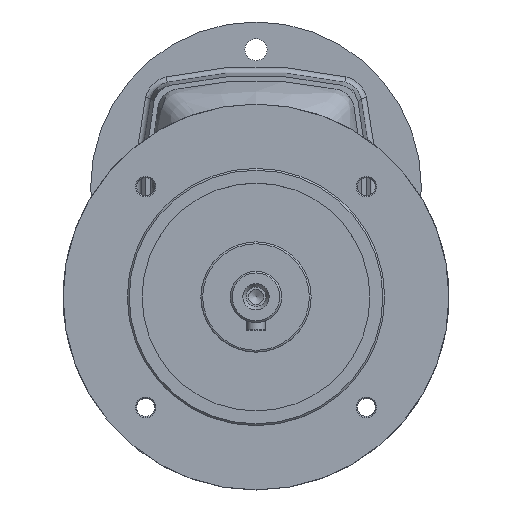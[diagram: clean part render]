
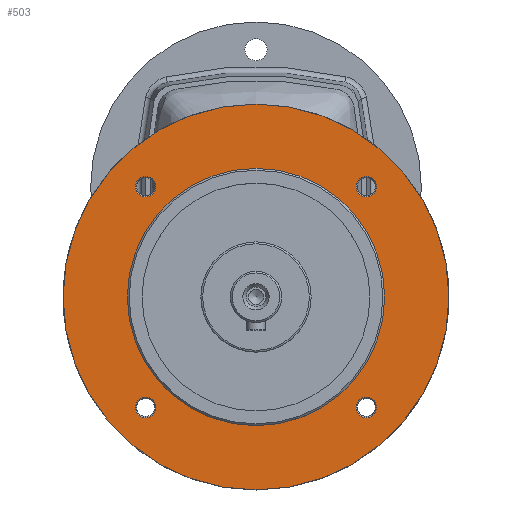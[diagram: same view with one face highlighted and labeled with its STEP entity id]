
A CAD part, top view. The second image highlights one B-rep face of the part: STEP entity #503.
In plain terms, the highlighted planar face has unit normal (0, 0, 1).
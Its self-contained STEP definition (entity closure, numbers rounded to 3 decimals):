
#503 = ADVANCED_FACE( '', ( #1195, #1196, #1197, #1198, #1199, #1200 ), #1201, .F. );
#1195 = FACE_OUTER_BOUND( '', #4846, .T. );
#1196 = FACE_BOUND( '', #4847, .T. );
#1197 = FACE_BOUND( '', #4848, .T. );
#1198 = FACE_BOUND( '', #4849, .T. );
#1199 = FACE_BOUND( '', #4850, .T. );
#1200 = FACE_BOUND( '', #4851, .T. );
#1201 = PLANE( '', #4852 );
#4846 = EDGE_LOOP( '', ( #16121 ) );
#4847 = EDGE_LOOP( '', ( #16122 ) );
#4848 = EDGE_LOOP( '', ( #16123 ) );
#4849 = EDGE_LOOP( '', ( #16124 ) );
#4850 = EDGE_LOOP( '', ( #16125 ) );
#4851 = EDGE_LOOP( '', ( #16126 ) );
#4852 = AXIS2_PLACEMENT_3D( '', #16127, #16128, #16129 );
#16121 = ORIENTED_EDGE( '', *, *, #17652, .F. );
#16122 = ORIENTED_EDGE( '', *, *, #17653, .T. );
#16123 = ORIENTED_EDGE( '', *, *, #17654, .T. );
#16124 = ORIENTED_EDGE( '', *, *, #17635, .T. );
#16125 = ORIENTED_EDGE( '', *, *, #17542, .T. );
#16126 = ORIENTED_EDGE( '', *, *, #17500, .F. );
#16127 = CARTESIAN_POINT( '', ( 0., -60., 1. ) );
#16128 = DIRECTION( '', ( 0., 0., -1. ) );
#16129 = DIRECTION( '', ( -1., 0., 0. ) );
#17500 = EDGE_CURVE( '', #18413, #18413, #18414, .F. );
#17542 = EDGE_CURVE( '', #18474, #18474, #18475, .T. );
#17635 = EDGE_CURVE( '', #18615, #18615, #18616, .T. );
#17652 = EDGE_CURVE( '', #18639, #18639, #18640, .T. );
#17653 = EDGE_CURVE( '', #18641, #18641, #18642, .T. );
#17654 = EDGE_CURVE( '', #18643, #18643, #18644, .T. );
#18413 = VERTEX_POINT( '', #21137 );
#18414 = CIRCLE( '', #21138, 35. );
#18474 = VERTEX_POINT( '', #21486 );
#18475 = CIRCLE( '', #21487, 2.759 );
#18615 = VERTEX_POINT( '', #22009 );
#18616 = CIRCLE( '', #22010, 2.759 );
#18639 = VERTEX_POINT( '', #22046 );
#18640 = CIRCLE( '', #22047, 52.5 );
#18641 = VERTEX_POINT( '', #22048 );
#18642 = CIRCLE( '', #22049, 2.759 );
#18643 = VERTEX_POINT( '', #22050 );
#18644 = CIRCLE( '', #22051, 2.759 );
#21137 = CARTESIAN_POINT( '', ( 0., -35., 1. ) );
#21138 = AXIS2_PLACEMENT_3D( '', #24447, #24448, #24449 );
#21486 = CARTESIAN_POINT( '', ( 30.052, -32.811, 1. ) );
#21487 = AXIS2_PLACEMENT_3D( '', #24494, #24495, #24496 );
#22009 = CARTESIAN_POINT( '', ( 30.052, 27.294, 1. ) );
#22010 = AXIS2_PLACEMENT_3D( '', #24592, #24593, #24594 );
#22046 = CARTESIAN_POINT( '', ( 0., -52.5, 1. ) );
#22047 = AXIS2_PLACEMENT_3D( '', #24608, #24609, #24610 );
#22048 = CARTESIAN_POINT( '', ( -30.052, -32.811, 1. ) );
#22049 = AXIS2_PLACEMENT_3D( '', #24611, #24612, #24613 );
#22050 = CARTESIAN_POINT( '', ( -30.052, 27.294, 1. ) );
#22051 = AXIS2_PLACEMENT_3D( '', #24614, #24615, #24616 );
#24447 = CARTESIAN_POINT( '', ( 0., 0., 1. ) );
#24448 = DIRECTION( '', ( 0., 0., -1. ) );
#24449 = DIRECTION( '', ( 0., -1., 0. ) );
#24494 = CARTESIAN_POINT( '', ( 30.052, -30.052, 1. ) );
#24495 = DIRECTION( '', ( 0., 0., -1. ) );
#24496 = DIRECTION( '', ( 0., -1., 0. ) );
#24592 = CARTESIAN_POINT( '', ( 30.052, 30.052, 1. ) );
#24593 = DIRECTION( '', ( 0., 0., -1. ) );
#24594 = DIRECTION( '', ( 0., -1., 0. ) );
#24608 = CARTESIAN_POINT( '', ( 0., 0., 1. ) );
#24609 = DIRECTION( '', ( 0., 0., -1. ) );
#24610 = DIRECTION( '', ( 0., -1., 0. ) );
#24611 = CARTESIAN_POINT( '', ( -30.052, -30.052, 1. ) );
#24612 = DIRECTION( '', ( 0., 0., -1. ) );
#24613 = DIRECTION( '', ( 0., -1., 0. ) );
#24614 = CARTESIAN_POINT( '', ( -30.052, 30.052, 1. ) );
#24615 = DIRECTION( '', ( 0., 0., -1. ) );
#24616 = DIRECTION( '', ( 0., -1., 0. ) );
